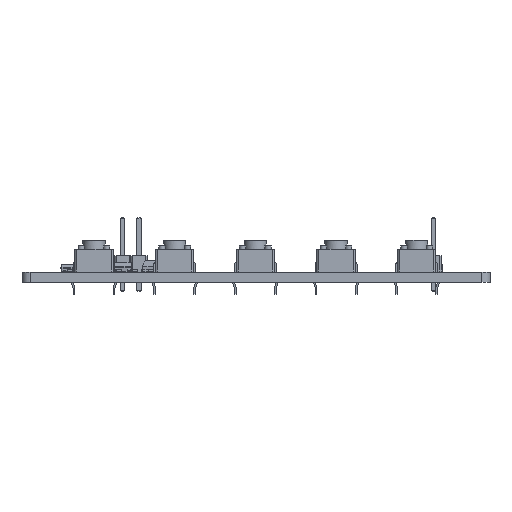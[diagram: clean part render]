
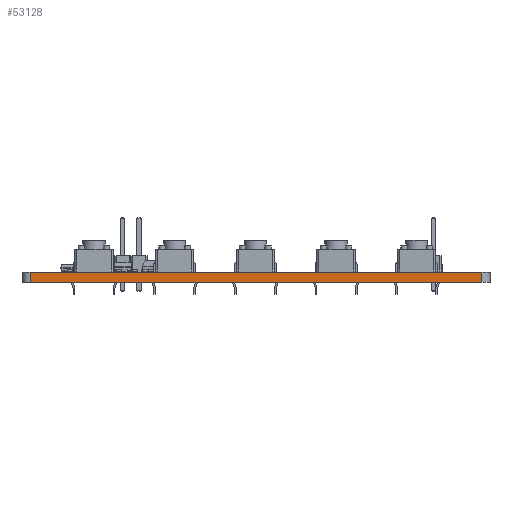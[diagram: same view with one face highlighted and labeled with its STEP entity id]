
A CAD part, front view. The second image highlights one B-rep face of the part: STEP entity #53128.
In plain terms, the highlighted planar face has unit normal (0, -1, 0).
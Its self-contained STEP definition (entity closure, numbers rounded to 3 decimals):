
#37705 = PLANE('',#37706);
#37706 = AXIS2_PLACEMENT_3D('',#37707,#37708,#37709);
#37707 = CARTESIAN_POINT('',(36.442,-55.785,1.6));
#37708 = DIRECTION('',(-0.,-0.,-1.));
#37709 = DIRECTION('',(-1.,0.,0.));
#37764 = PLANE('',#37765);
#37765 = AXIS2_PLACEMENT_3D('',#37766,#37767,#37768);
#37766 = CARTESIAN_POINT('',(36.442,-55.785,0.));
#37767 = DIRECTION('',(-0.,-0.,-1.));
#37768 = DIRECTION('',(-1.,0.,0.));
#38144 = VERTEX_POINT('',#38145);
#38145 = CARTESIAN_POINT('',(72.39,-127.635,0.));
#38164 = CYLINDRICAL_SURFACE('',#38165,1.27);
#38165 = AXIS2_PLACEMENT_3D('',#38166,#38167,#38168);
#38166 = CARTESIAN_POINT('',(72.39,-126.365,0.));
#38167 = DIRECTION('',(-0.,-0.,-1.));
#38168 = DIRECTION('',(1.,0.,-0.));
#38176 = EDGE_CURVE('',#38144,#38177,#38179,.T.);
#38177 = VERTEX_POINT('',#38178);
#38178 = CARTESIAN_POINT('',(1.27,-127.635,0.));
#38179 = SURFACE_CURVE('',#38180,(#38184,#38191),.PCURVE_S1.);
#38180 = LINE('',#38181,#38182);
#38181 = CARTESIAN_POINT('',(72.39,-127.635,0.));
#38182 = VECTOR('',#38183,1.);
#38183 = DIRECTION('',(-1.,0.,0.));
#38184 = PCURVE('',#37764,#38185);
#38185 = DEFINITIONAL_REPRESENTATION('',(#38186),#38190);
#38186 = LINE('',#38187,#38188);
#38187 = CARTESIAN_POINT('',(-35.948,-71.85));
#38188 = VECTOR('',#38189,1.);
#38189 = DIRECTION('',(1.,0.));
#38190 = ( GEOMETRIC_REPRESENTATION_CONTEXT(2) 
PARAMETRIC_REPRESENTATION_CONTEXT() REPRESENTATION_CONTEXT('2D SPACE',''
  ) );
#38191 = PCURVE('',#38192,#38197);
#38192 = PLANE('',#38193);
#38193 = AXIS2_PLACEMENT_3D('',#38194,#38195,#38196);
#38194 = CARTESIAN_POINT('',(72.39,-127.635,0.));
#38195 = DIRECTION('',(0.,-1.,0.));
#38196 = DIRECTION('',(-1.,0.,0.));
#38197 = DEFINITIONAL_REPRESENTATION('',(#38198),#38202);
#38198 = LINE('',#38199,#38200);
#38199 = CARTESIAN_POINT('',(0.,-0.));
#38200 = VECTOR('',#38201,1.);
#38201 = DIRECTION('',(1.,0.));
#38202 = ( GEOMETRIC_REPRESENTATION_CONTEXT(2) 
PARAMETRIC_REPRESENTATION_CONTEXT() REPRESENTATION_CONTEXT('2D SPACE',''
  ) );
#38225 = CYLINDRICAL_SURFACE('',#38226,1.27);
#38226 = AXIS2_PLACEMENT_3D('',#38227,#38228,#38229);
#38227 = CARTESIAN_POINT('',(1.27,-126.365,0.));
#38228 = DIRECTION('',(-0.,-0.,-1.));
#38229 = DIRECTION('',(1.,0.,-0.));
#46123 = VERTEX_POINT('',#46124);
#46124 = CARTESIAN_POINT('',(72.39,-127.635,1.6));
#46150 = EDGE_CURVE('',#46123,#46151,#46153,.T.);
#46151 = VERTEX_POINT('',#46152);
#46152 = CARTESIAN_POINT('',(1.27,-127.635,1.6));
#46153 = SURFACE_CURVE('',#46154,(#46158,#46165),.PCURVE_S1.);
#46154 = LINE('',#46155,#46156);
#46155 = CARTESIAN_POINT('',(72.39,-127.635,1.6));
#46156 = VECTOR('',#46157,1.);
#46157 = DIRECTION('',(-1.,0.,0.));
#46158 = PCURVE('',#37705,#46159);
#46159 = DEFINITIONAL_REPRESENTATION('',(#46160),#46164);
#46160 = LINE('',#46161,#46162);
#46161 = CARTESIAN_POINT('',(-35.948,-71.85));
#46162 = VECTOR('',#46163,1.);
#46163 = DIRECTION('',(1.,0.));
#46164 = ( GEOMETRIC_REPRESENTATION_CONTEXT(2) 
PARAMETRIC_REPRESENTATION_CONTEXT() REPRESENTATION_CONTEXT('2D SPACE',''
  ) );
#46165 = PCURVE('',#38192,#46166);
#46166 = DEFINITIONAL_REPRESENTATION('',(#46167),#46171);
#46167 = LINE('',#46168,#46169);
#46168 = CARTESIAN_POINT('',(0.,-1.6));
#46169 = VECTOR('',#46170,1.);
#46170 = DIRECTION('',(1.,0.));
#46171 = ( GEOMETRIC_REPRESENTATION_CONTEXT(2) 
PARAMETRIC_REPRESENTATION_CONTEXT() REPRESENTATION_CONTEXT('2D SPACE',''
  ) );
#53080 = EDGE_CURVE('',#38177,#46151,#53081,.T.);
#53081 = SURFACE_CURVE('',#53082,(#53086,#53093),.PCURVE_S1.);
#53082 = LINE('',#53083,#53084);
#53083 = CARTESIAN_POINT('',(1.27,-127.635,0.));
#53084 = VECTOR('',#53085,1.);
#53085 = DIRECTION('',(0.,0.,1.));
#53086 = PCURVE('',#38225,#53087);
#53087 = DEFINITIONAL_REPRESENTATION('',(#53088),#53092);
#53088 = LINE('',#53089,#53090);
#53089 = CARTESIAN_POINT('',(-4.712,0.));
#53090 = VECTOR('',#53091,1.);
#53091 = DIRECTION('',(-0.,-1.));
#53092 = ( GEOMETRIC_REPRESENTATION_CONTEXT(2) 
PARAMETRIC_REPRESENTATION_CONTEXT() REPRESENTATION_CONTEXT('2D SPACE',''
  ) );
#53093 = PCURVE('',#38192,#53094);
#53094 = DEFINITIONAL_REPRESENTATION('',(#53095),#53099);
#53095 = LINE('',#53096,#53097);
#53096 = CARTESIAN_POINT('',(71.12,0.));
#53097 = VECTOR('',#53098,1.);
#53098 = DIRECTION('',(0.,-1.));
#53099 = ( GEOMETRIC_REPRESENTATION_CONTEXT(2) 
PARAMETRIC_REPRESENTATION_CONTEXT() REPRESENTATION_CONTEXT('2D SPACE',''
  ) );
#53128 = ADVANCED_FACE('',(#53129),#38192,.T.);
#53129 = FACE_BOUND('',#53130,.T.);
#53130 = EDGE_LOOP('',(#53131,#53152,#53153,#53154));
#53131 = ORIENTED_EDGE('',*,*,#53132,.T.);
#53132 = EDGE_CURVE('',#38144,#46123,#53133,.T.);
#53133 = SURFACE_CURVE('',#53134,(#53138,#53145),.PCURVE_S1.);
#53134 = LINE('',#53135,#53136);
#53135 = CARTESIAN_POINT('',(72.39,-127.635,0.));
#53136 = VECTOR('',#53137,1.);
#53137 = DIRECTION('',(0.,0.,1.));
#53138 = PCURVE('',#38192,#53139);
#53139 = DEFINITIONAL_REPRESENTATION('',(#53140),#53144);
#53140 = LINE('',#53141,#53142);
#53141 = CARTESIAN_POINT('',(0.,-0.));
#53142 = VECTOR('',#53143,1.);
#53143 = DIRECTION('',(0.,-1.));
#53144 = ( GEOMETRIC_REPRESENTATION_CONTEXT(2) 
PARAMETRIC_REPRESENTATION_CONTEXT() REPRESENTATION_CONTEXT('2D SPACE',''
  ) );
#53145 = PCURVE('',#38164,#53146);
#53146 = DEFINITIONAL_REPRESENTATION('',(#53147),#53151);
#53147 = LINE('',#53148,#53149);
#53148 = CARTESIAN_POINT('',(-4.712,0.));
#53149 = VECTOR('',#53150,1.);
#53150 = DIRECTION('',(-0.,-1.));
#53151 = ( GEOMETRIC_REPRESENTATION_CONTEXT(2) 
PARAMETRIC_REPRESENTATION_CONTEXT() REPRESENTATION_CONTEXT('2D SPACE',''
  ) );
#53152 = ORIENTED_EDGE('',*,*,#46150,.T.);
#53153 = ORIENTED_EDGE('',*,*,#53080,.F.);
#53154 = ORIENTED_EDGE('',*,*,#38176,.F.);
